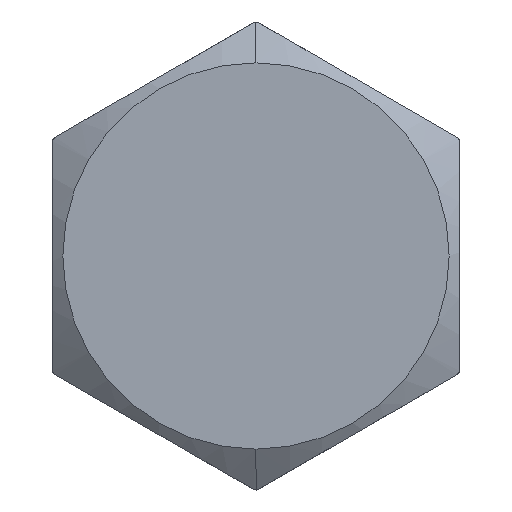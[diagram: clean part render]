
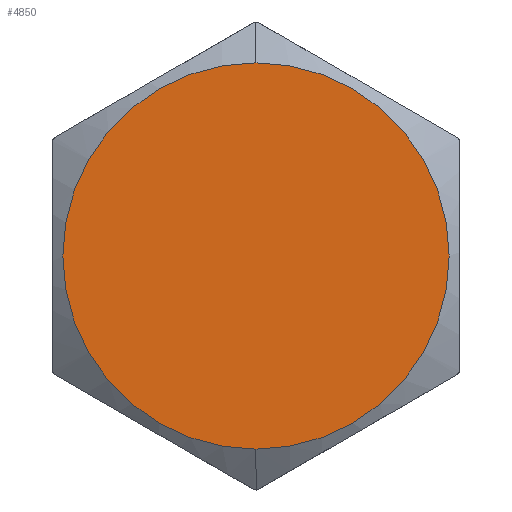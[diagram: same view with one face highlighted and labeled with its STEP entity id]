
A CAD part, left-side view. The second image highlights one B-rep face of the part: STEP entity #4850.
In plain terms, the highlighted planar face has unit normal (-1, 0, 0).
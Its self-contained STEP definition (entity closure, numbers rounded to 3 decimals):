
#725 = AXIS2_PLACEMENT_3D ( 'NONE', #982, #998, #912 ) ;
#741 = AXIS2_PLACEMENT_3D ( 'NONE', #2506, #2501, #2500 ) ;
#759 = CIRCLE ( 'NONE', #823, 19. ) ;
#772 = CIRCLE ( 'NONE', #725, 19. ) ;
#823 = AXIS2_PLACEMENT_3D ( 'NONE', #6173, #6041, #6091 ) ;
#912 = DIRECTION ( 'NONE',  ( 0., 0., 1. ) ) ;
#982 = CARTESIAN_POINT ( 'NONE',  ( 0., 0., 0. ) ) ;
#998 = DIRECTION ( 'NONE',  ( -1., 0., 0. ) ) ;
#1281 = CARTESIAN_POINT ( 'NONE',  ( 0., 0., -19. ) ) ;
#1344 = CARTESIAN_POINT ( 'NONE',  ( 0., 0., 19. ) ) ;
#2500 = DIRECTION ( 'NONE',  ( 0., 0., 1. ) ) ;
#2501 = DIRECTION ( 'NONE',  ( -1., 0., 0. ) ) ;
#2503 = PLANE ( 'NONE',  #741 ) ;
#2504 = FACE_OUTER_BOUND ( 'NONE', #5227, .T. ) ;
#2506 = CARTESIAN_POINT ( 'NONE',  ( 0., 0., 0. ) ) ;
#4823 = EDGE_CURVE ( 'NONE', #5222, #5805, #772, .T. ) ;
#4850 = ADVANCED_FACE ( 'NONE', ( #2504 ), #2503, .T. ) ;
#4884 = EDGE_CURVE ( 'NONE', #5805, #5222, #759, .T. ) ;
#5187 = ORIENTED_EDGE ( 'NONE', *, *, #4823, .T. ) ;
#5222 = VERTEX_POINT ( 'NONE', #1344 ) ;
#5227 = EDGE_LOOP ( 'NONE', ( #5187, #5455 ) ) ;
#5455 = ORIENTED_EDGE ( 'NONE', *, *, #4884, .T. ) ;
#5805 = VERTEX_POINT ( 'NONE', #1281 ) ;
#6041 = DIRECTION ( 'NONE',  ( -1., 0., 0. ) ) ;
#6091 = DIRECTION ( 'NONE',  ( 0., 0., 1. ) ) ;
#6173 = CARTESIAN_POINT ( 'NONE',  ( 0., 0., 0. ) ) ;
